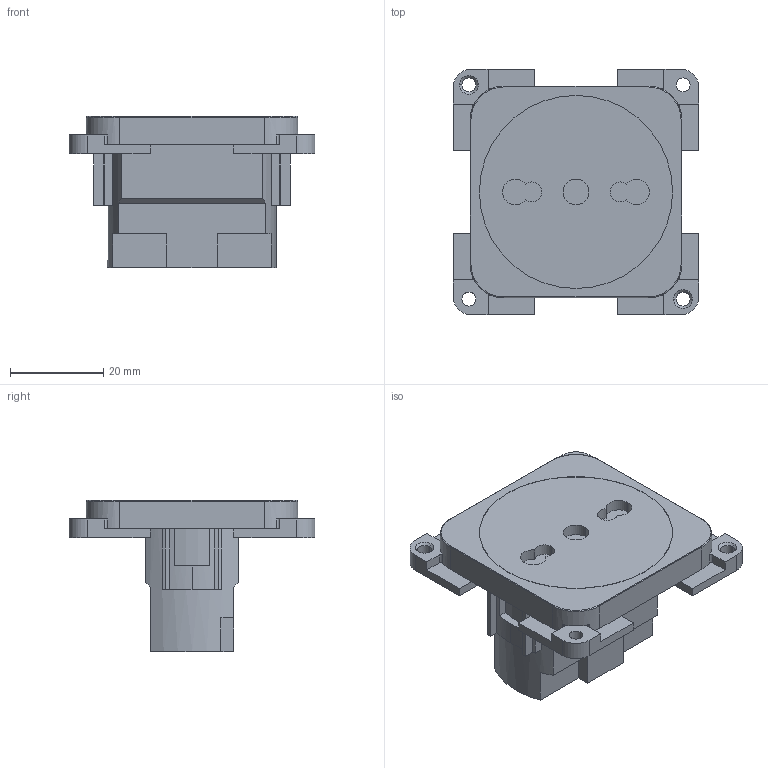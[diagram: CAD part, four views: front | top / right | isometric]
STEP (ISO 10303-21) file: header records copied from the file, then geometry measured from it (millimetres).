
FILE_DESCRIPTION (( 'STEP AP203' ), '1' );
FILE_NAME ('88052050.STEP', '2014-03-03T21:47:29', ( 'jourada' ), ( 'Microsoft' ), 'SwSTEP 2.0', 'SolidWorks 2013', '' );
FILE_SCHEMA (( 'CONFIG_CONTROL_DESIGN' ));
Length unit declared in the file: millimetre
Products named in the file (1): 88052050
Bounding box: 52.8 x 52.8 x 32.5 mm (x, y, z)
Volume: 27689.3 mm3; surface area: 11201.1 mm2
Topology: 1 solids, 1 shells, 248 faces, 661 edges, 434 vertices
Faces by surface type: plane 151, cylinder 89, cone 4, torus 4
Entity records: 7834 total; most frequent: DIRECTION 1371, CARTESIAN_POINT 1356, ORIENTED_EDGE 1322, EDGE_CURVE 661, AXIS2_PLACEMENT_3D 465, LINE 441, VECTOR 441, VERTEX_POINT 434
